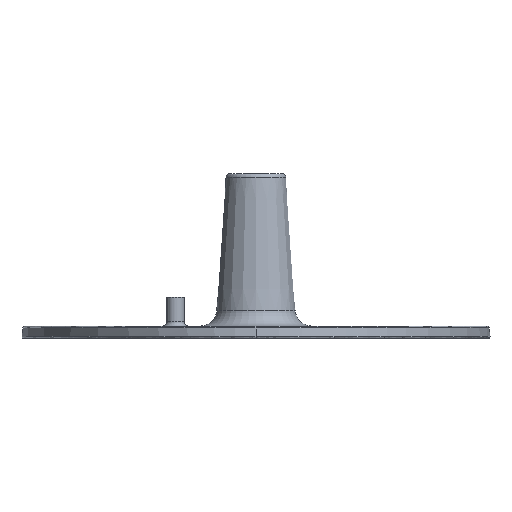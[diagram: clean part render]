
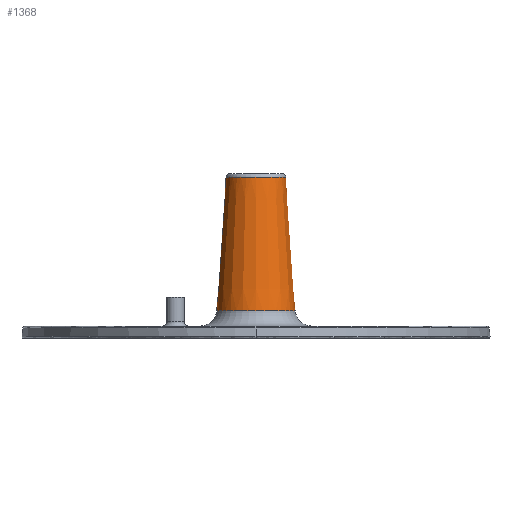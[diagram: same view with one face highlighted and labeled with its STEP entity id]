
A CAD part, left-side view. The second image highlights one B-rep face of the part: STEP entity #1368.
In plain terms, the highlighted conical face has half-angle 4 degrees and reference radius 10 mm.
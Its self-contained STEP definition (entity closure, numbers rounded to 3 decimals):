
#680 = VERTEX_POINT('',#681);
#681 = CARTESIAN_POINT('',(-55.47,0.,
    6.721));
#690 = EDGE_CURVE('',#680,#680,#691,.T.);
#691 = CIRCLE('',#692,9.53);
#692 = AXIS2_PLACEMENT_3D('',#693,#694,#695);
#693 = CARTESIAN_POINT('',(-65.,0.,6.721));
#694 = DIRECTION('',(-0.,0.,1.));
#695 = DIRECTION('',(1.,0.,0.));
#1368 = ADVANCED_FACE('',(#1369),#1387,.T.);
#1369 = FACE_BOUND('',#1370,.T.);
#1370 = EDGE_LOOP('',(#1371,#1378,#1379,#1380));
#1371 = ORIENTED_EDGE('',*,*,#1372,.F.);
#1372 = EDGE_CURVE('',#680,#1373,#1375,.T.);
#1373 = VERTEX_POINT('',#1374);
#1374 = CARTESIAN_POINT('',(-57.732,0.,
    39.07));
#1375 = B_SPLINE_CURVE_WITH_KNOTS('',1,(#1376,#1377),.UNSPECIFIED.,.F.,
  .F.,(2,2),(0.,1.),.PIECEWISE_BEZIER_KNOTS.);
#1376 = CARTESIAN_POINT('',(-55.,0.,0.));
#1377 = CARTESIAN_POINT('',(-57.797,0.,40.));
#1378 = ORIENTED_EDGE('',*,*,#690,.T.);
#1379 = ORIENTED_EDGE('',*,*,#1372,.T.);
#1380 = ORIENTED_EDGE('',*,*,#1381,.F.);
#1381 = EDGE_CURVE('',#1373,#1373,#1382,.T.);
#1382 = CIRCLE('',#1383,7.268);
#1383 = AXIS2_PLACEMENT_3D('',#1384,#1385,#1386);
#1384 = CARTESIAN_POINT('',(-65.,0.,39.07));
#1385 = DIRECTION('',(-0.,0.,1.));
#1386 = DIRECTION('',(1.,0.,0.));
#1387 = CONICAL_SURFACE('',#1388,10.,0.07);
#1388 = AXIS2_PLACEMENT_3D('',#1389,#1390,#1391);
#1389 = CARTESIAN_POINT('',(-65.,0.,0.));
#1390 = DIRECTION('',(-0.,-0.,-1.));
#1391 = DIRECTION('',(1.,0.,0.));
